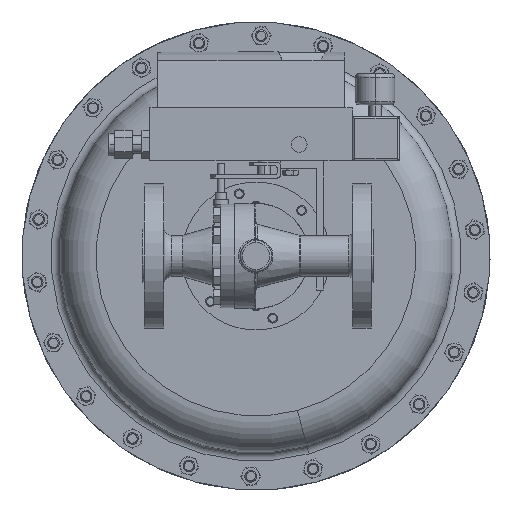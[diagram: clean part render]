
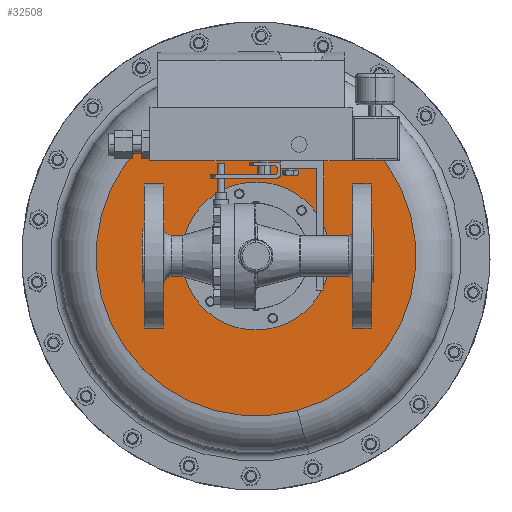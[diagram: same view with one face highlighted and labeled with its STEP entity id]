
A CAD part, front view. The second image highlights one B-rep face of the part: STEP entity #32508.
In plain terms, the highlighted planar face has unit normal (0, -1, 0).
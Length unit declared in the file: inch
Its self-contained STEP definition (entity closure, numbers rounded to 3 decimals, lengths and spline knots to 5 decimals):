
#788 = AXIS2_PLACEMENT_3D ( 'NONE', #8726, #30893, #11909 ) ;
#1026 = EDGE_CURVE ( 'NONE', #33135, #28757, #38435, .T. ) ;
#1186 = CIRCLE ( 'NONE', #36735, 2.375 ) ;
#1363 = CARTESIAN_POINT ( 'NONE',  ( 0.34286, 9.55036, 3.59738 ) ) ;
#2747 = DIRECTION ( 'NONE',  ( 0.707, 0., -0.707 ) ) ;
#2777 = CARTESIAN_POINT ( 'NONE',  ( 2.02224, 9.55036, 1.91801 ) ) ;
#4532 = DIRECTION ( 'NONE',  ( -0.259, 0., 0.966 ) ) ;
#5764 = DIRECTION ( 'NONE',  ( 0.259, 0., -0.966 ) ) ;
#6554 = EDGE_CURVE ( 'NONE', #35418, #12382, #1186, .T. ) ;
#8726 = CARTESIAN_POINT ( 'NONE',  ( 0.34286, 9.55036, 3.59738 ) ) ;
#11909 = DIRECTION ( 'NONE',  ( -0.259, 0., 0.966 ) ) ;
#12153 = EDGE_CURVE ( 'NONE', #28757, #33135, #24731, .T. ) ;
#12382 = VERTEX_POINT ( 'NONE', #38502 ) ;
#12632 = CIRCLE ( 'NONE', #29631, 2.375 ) ;
#12697 = AXIS2_PLACEMENT_3D ( 'NONE', #30976, #24802, #5764 ) ;
#12909 = DIRECTION ( 'NONE',  ( 0., 1., 0. ) ) ;
#16074 = CARTESIAN_POINT ( 'NONE',  ( 1.66931, 9.55036, -1.35299 ) ) ;
#16679 = EDGE_LOOP ( 'NONE', ( #18300, #33667 ) ) ;
#18300 = ORIENTED_EDGE ( 'NONE', *, *, #12153, .F. ) ;
#18396 = PLANE ( 'NONE',  #12697 ) ;
#21164 = AXIS2_PLACEMENT_3D ( 'NONE', #1363, #23561, #4532 ) ;
#21755 = DIRECTION ( 'NONE',  ( 0., 1., 0. ) ) ;
#22696 = EDGE_CURVE ( 'NONE', #12382, #35418, #12632, .T. ) ;
#22873 = ORIENTED_EDGE ( 'NONE', *, *, #22696, .T. ) ;
#23561 = DIRECTION ( 'NONE',  ( 0., 1., 0. ) ) ;
#24731 = CIRCLE ( 'NONE', #788, 5.125 ) ;
#24802 = DIRECTION ( 'NONE',  ( 0., -1., 0. ) ) ;
#28757 = VERTEX_POINT ( 'NONE', #30638 ) ;
#29631 = AXIS2_PLACEMENT_3D ( 'NONE', #40666, #21755, #2747 ) ;
#30250 = FACE_OUTER_BOUND ( 'NONE', #16679, .T. ) ;
#30638 = CARTESIAN_POINT ( 'NONE',  ( -0.98359, 9.55036, 8.54775 ) ) ;
#30893 = DIRECTION ( 'NONE',  ( 0., 1., 0. ) ) ;
#30976 = CARTESIAN_POINT ( 'NONE',  ( 5.29323, 9.55036, 4.92383 ) ) ;
#31237 = FACE_BOUND ( 'NONE', #32712, .T. ) ;
#31906 = CARTESIAN_POINT ( 'NONE',  ( 0.34286, 9.55036, 3.59738 ) ) ;
#32508 = ADVANCED_FACE ( 'NONE', ( #30250, #31237 ), #18396, .T. ) ;
#32712 = EDGE_LOOP ( 'NONE', ( #22873, #36554 ) ) ;
#33135 = VERTEX_POINT ( 'NONE', #16074 ) ;
#33667 = ORIENTED_EDGE ( 'NONE', *, *, #1026, .F. ) ;
#35100 = DIRECTION ( 'NONE',  ( 0.707, 0., -0.707 ) ) ;
#35418 = VERTEX_POINT ( 'NONE', #2777 ) ;
#36554 = ORIENTED_EDGE ( 'NONE', *, *, #6554, .T. ) ;
#36735 = AXIS2_PLACEMENT_3D ( 'NONE', #31906, #12909, #35100 ) ;
#38435 = CIRCLE ( 'NONE', #21164, 5.125 ) ;
#38502 = CARTESIAN_POINT ( 'NONE',  ( -1.33652, 9.55036, 5.27676 ) ) ;
#40666 = CARTESIAN_POINT ( 'NONE',  ( 0.34286, 9.55036, 3.59738 ) ) ;
